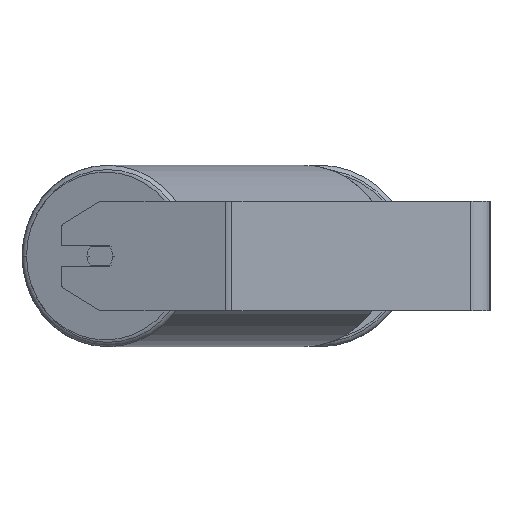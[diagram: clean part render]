
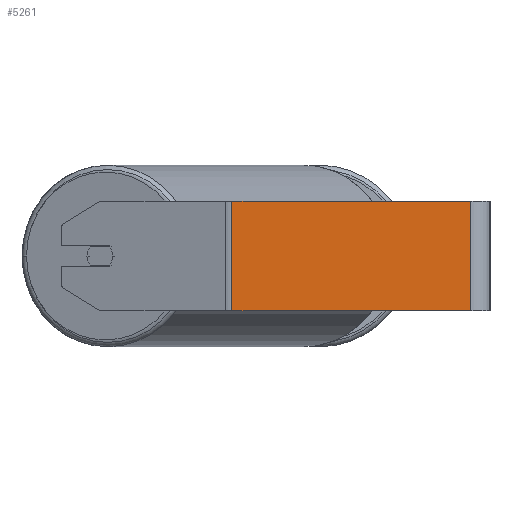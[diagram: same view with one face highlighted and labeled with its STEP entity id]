
A CAD part, left-side view. The second image highlights one B-rep face of the part: STEP entity #5261.
In plain terms, the highlighted planar face has unit normal (-1, 0, 0).
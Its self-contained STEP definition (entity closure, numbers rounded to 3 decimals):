
#269 = DIRECTION ( 'NONE',  ( 0., 0., -1. ) ) ;
#765 = VECTOR ( 'NONE', #1584, 1000. ) ;
#967 = LINE ( 'NONE', #5199, #1986 ) ;
#979 = VERTEX_POINT ( 'NONE', #3936 ) ;
#1051 = ORIENTED_EDGE ( 'NONE', *, *, #3375, .F. ) ;
#1426 = CARTESIAN_POINT ( 'NONE',  ( -700., 14., -40. ) ) ;
#1432 = CARTESIAN_POINT ( 'NONE',  ( -700., 14., 40. ) ) ;
#1584 = DIRECTION ( 'NONE',  ( 0., -1., 0. ) ) ;
#1603 = CARTESIAN_POINT ( 'NONE',  ( -700., 191.536, 40. ) ) ;
#1742 = VECTOR ( 'NONE', #2423, 1000. ) ;
#1897 = VERTEX_POINT ( 'NONE', #1432 ) ;
#1923 = EDGE_LOOP ( 'NONE', ( #5005, #3152, #1051, #3597 ) ) ;
#1986 = VECTOR ( 'NONE', #6580, 1000. ) ;
#2304 = FACE_OUTER_BOUND ( 'NONE', #1923, .T. ) ;
#2366 = LINE ( 'NONE', #5037, #765 ) ;
#2423 = DIRECTION ( 'NONE',  ( 0., 0., -1. ) ) ;
#2927 = PLANE ( 'NONE',  #5659 ) ;
#2990 = DIRECTION ( 'NONE',  ( 0., -1., 0. ) ) ;
#3152 = ORIENTED_EDGE ( 'NONE', *, *, #7661, .F. ) ;
#3183 = LINE ( 'NONE', #7214, #1742 ) ;
#3375 = EDGE_CURVE ( 'NONE', #6970, #1897, #6235, .T. ) ;
#3597 = ORIENTED_EDGE ( 'NONE', *, *, #5741, .T. ) ;
#3936 = CARTESIAN_POINT ( 'NONE',  ( -700., 189.067, -40. ) ) ;
#5005 = ORIENTED_EDGE ( 'NONE', *, *, #7926, .T. ) ;
#5037 = CARTESIAN_POINT ( 'NONE',  ( -700., 191.536, -40. ) ) ;
#5199 = CARTESIAN_POINT ( 'NONE',  ( -700., 189.067, 40. ) ) ;
#5261 = ADVANCED_FACE ( 'NONE', ( #2304 ), #2927, .F. ) ;
#5659 = AXIS2_PLACEMENT_3D ( 'NONE', #1603, #7573, #269 ) ;
#5741 = EDGE_CURVE ( 'NONE', #6970, #979, #967, .T. ) ;
#6235 = LINE ( 'NONE', #8293, #6932 ) ;
#6580 = DIRECTION ( 'NONE',  ( 0., 0., -1. ) ) ;
#6932 = VECTOR ( 'NONE', #2990, 1000. ) ;
#6970 = VERTEX_POINT ( 'NONE', #7457 ) ;
#7214 = CARTESIAN_POINT ( 'NONE',  ( -700., 14., 40. ) ) ;
#7420 = VERTEX_POINT ( 'NONE', #1426 ) ;
#7457 = CARTESIAN_POINT ( 'NONE',  ( -700., 189.067, 40. ) ) ;
#7573 = DIRECTION ( 'NONE',  ( 1., 0., 0. ) ) ;
#7661 = EDGE_CURVE ( 'NONE', #1897, #7420, #3183, .T. ) ;
#7926 = EDGE_CURVE ( 'NONE', #979, #7420, #2366, .T. ) ;
#8293 = CARTESIAN_POINT ( 'NONE',  ( -700., 191.536, 40. ) ) ;
